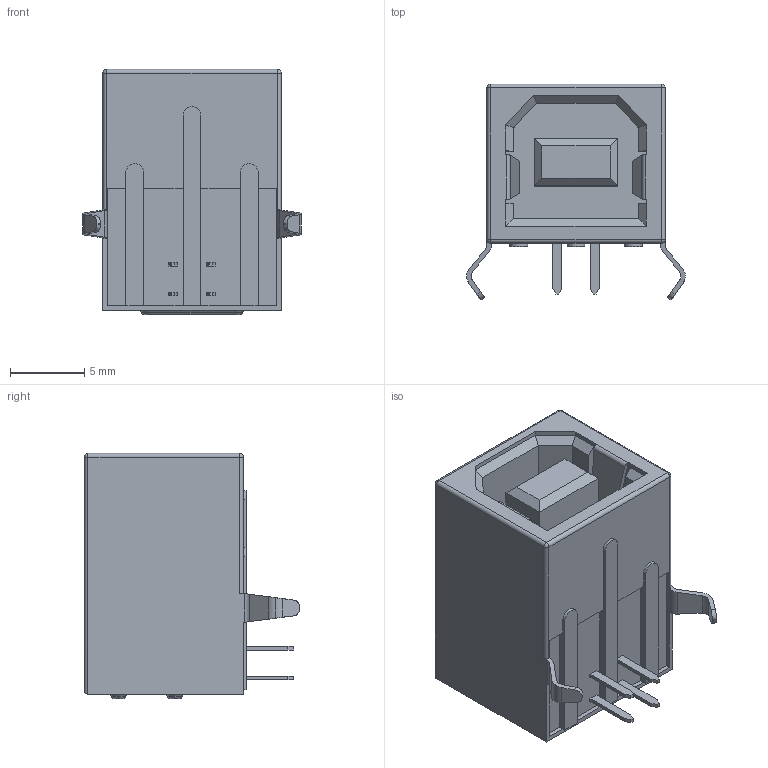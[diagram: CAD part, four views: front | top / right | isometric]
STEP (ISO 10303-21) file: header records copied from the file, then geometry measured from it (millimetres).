
FILE_DESCRIPTION (( 'STEP AP214' ), '1' );
FILE_NAME ('KUSBEX-BSFS1N-W_rA3.STEP', '2013-03-29T18:07:05', ( '' ), ( '' ), 'SwSTEP 2.0', 'SolidWorks 2012', '' );
FILE_SCHEMA (( 'AUTOMOTIVE_DESIGN' ));
Length unit declared in the file: millimetre
Products named in the file (1): KUSBEX-BSFS1N-W_rA3
Bounding box: 14.7 x 14.5 x 16.5 mm (x, y, z)
Volume: 1620.5 mm3; surface area: 1571.4 mm2
Topology: 1 solids, 1 shells, 185 faces, 475 edges, 296 vertices
Faces by surface type: plane 133, cylinder 36, torus 12, sphere 4
Entity records: 6066 total; most frequent: CARTESIAN_POINT 1061, ORIENTED_EDGE 942, DIRECTION 863, EDGE_CURVE 471, LINE 379, VECTOR 379, VERTEX_POINT 296, AXIS2_PLACEMENT_3D 242
